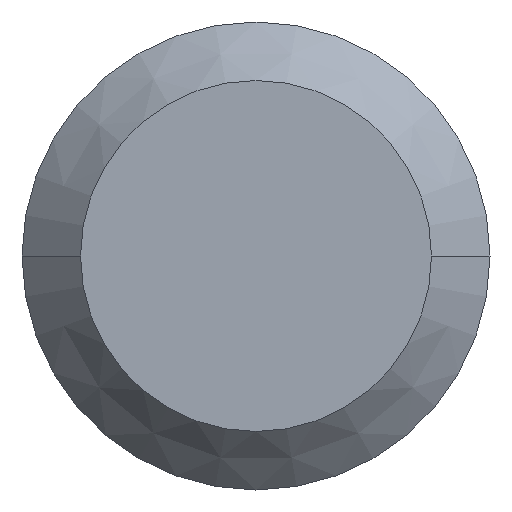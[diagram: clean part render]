
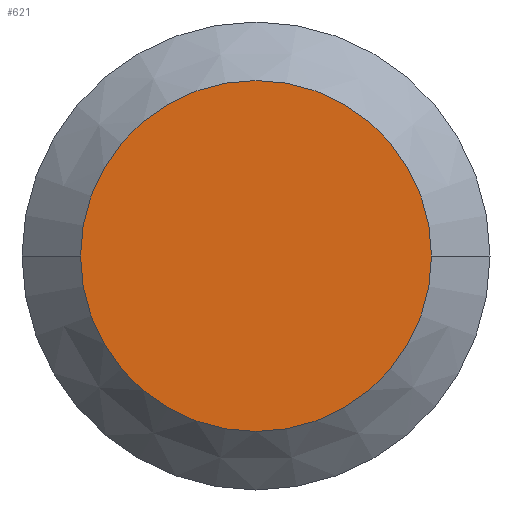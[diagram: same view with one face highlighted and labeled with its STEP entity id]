
A CAD part, front view. The second image highlights one B-rep face of the part: STEP entity #621.
In plain terms, the highlighted planar face has unit normal (0, -1, 0).
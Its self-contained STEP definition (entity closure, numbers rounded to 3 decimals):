
#274=CARTESIAN_POINT('',(0.,-65.,0.));
#275=DIRECTION('',(0.,1.,0.));
#276=DIRECTION('',(-1.,0.,0.));
#277=AXIS2_PLACEMENT_3D('',#274,#275,#276);
#282=CARTESIAN_POINT('',(0.,-65.,0.));
#283=DIRECTION('',(0.,-1.,0.));
#284=DIRECTION('',(-1.,0.,0.));
#285=AXIS2_PLACEMENT_3D('',#282,#283,#284);
#422=CARTESIAN_POINT('',(-3.,-65.,0.));
#423=VERTEX_POINT('',#422);
#428=CARTESIAN_POINT('',(3.,-65.,0.));
#429=VERTEX_POINT('',#428);
#612=CARTESIAN_POINT('',(0.,-65.,0.));
#613=DIRECTION('',(0.,-1.,0.));
#614=DIRECTION('',(-1.,0.,0.));
#615=AXIS2_PLACEMENT_3D('',#612,#613,#614);
#616=PLANE('',#615);
#617=ORIENTED_EDGE('',*,*,#594,.T.);
#618=ORIENTED_EDGE('',*,*,#605,.F.);
#619=EDGE_LOOP('',(#617,#618));
#620=FACE_OUTER_BOUND('',#619,.F.);
#621=ADVANCED_FACE('',(#620),#616,.T.);
#278=CIRCLE('',#277,3.);
#286=CIRCLE('',#285,3.);
#594=EDGE_CURVE('',#423,#429,#278,.T.);
#605=EDGE_CURVE('',#423,#429,#286,.T.);
